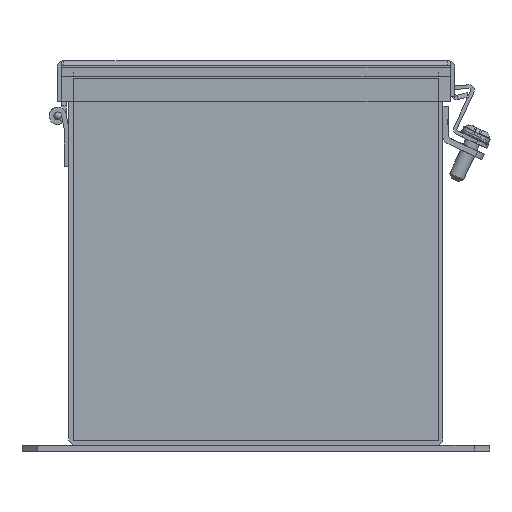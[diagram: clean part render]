
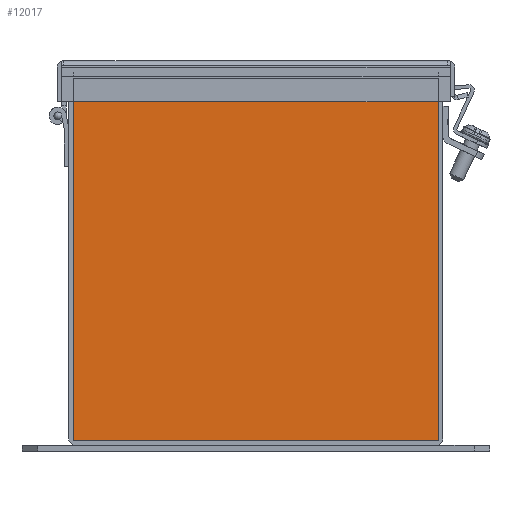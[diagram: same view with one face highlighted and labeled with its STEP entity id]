
A CAD part, left-side view. The second image highlights one B-rep face of the part: STEP entity #12017.
In plain terms, the highlighted planar face has unit normal (-1, 0, 0).
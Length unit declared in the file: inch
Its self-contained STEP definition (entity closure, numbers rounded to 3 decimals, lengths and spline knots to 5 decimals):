
#499 = DIRECTION ( 'NONE',  ( 0., 0., -1. ) ) ;
#543 = VERTEX_POINT ( 'NONE', #8674 ) ;
#772 = EDGE_LOOP ( 'NONE', ( #11600, #3190, #19997, #3287 ) ) ;
#1542 = VERTEX_POINT ( 'NONE', #12707 ) ;
#3045 = LINE ( 'NONE', #9542, #12018 ) ;
#3129 = CARTESIAN_POINT ( 'NONE',  ( -29.997, -2.928, 5.892 ) ) ;
#3190 = ORIENTED_EDGE ( 'NONE', *, *, #3371, .F. ) ;
#3287 = ORIENTED_EDGE ( 'NONE', *, *, #17847, .F. ) ;
#3371 = EDGE_CURVE ( 'NONE', #1542, #543, #9382, .T. ) ;
#3444 = DIRECTION ( 'NONE',  ( 1., 0., 0. ) ) ;
#3658 = PLANE ( 'NONE',  #9582 ) ;
#5140 = CARTESIAN_POINT ( 'NONE',  ( -29.997, -2.928, 0.072 ) ) ;
#5983 = VECTOR ( 'NONE', #20644, 39.37008 ) ;
#6789 = CARTESIAN_POINT ( 'NONE',  ( -29.997, 2.928, 0.072 ) ) ;
#7596 = DIRECTION ( 'NONE',  ( 0., -1., 0. ) ) ;
#8671 = VERTEX_POINT ( 'NONE', #12049 ) ;
#8674 = CARTESIAN_POINT ( 'NONE',  ( -29.997, 2.928, 5.892 ) ) ;
#9382 = LINE ( 'NONE', #12524, #5983 ) ;
#9542 = CARTESIAN_POINT ( 'NONE',  ( -29.997, 2.928, 0.072 ) ) ;
#9582 = AXIS2_PLACEMENT_3D ( 'NONE', #6789, #3444, #16763 ) ;
#9654 = LINE ( 'NONE', #16257, #13100 ) ;
#10384 = VECTOR ( 'NONE', #499, 39.37008 ) ;
#11600 = ORIENTED_EDGE ( 'NONE', *, *, #14610, .F. ) ;
#12017 = ADVANCED_FACE ( 'NONE', ( #13287 ), #3658, .F. ) ;
#12018 = VECTOR ( 'NONE', #18993, 39.37008 ) ;
#12049 = CARTESIAN_POINT ( 'NONE',  ( -29.997, -2.928, 0.072 ) ) ;
#12524 = CARTESIAN_POINT ( 'NONE',  ( -29.997, 2.928, 0.072 ) ) ;
#12707 = CARTESIAN_POINT ( 'NONE',  ( -29.997, 2.928, 0.072 ) ) ;
#13100 = VECTOR ( 'NONE', #7596, 39.37008 ) ;
#13287 = FACE_OUTER_BOUND ( 'NONE', #772, .T. ) ;
#13594 = VERTEX_POINT ( 'NONE', #3129 ) ;
#14610 = EDGE_CURVE ( 'NONE', #543, #13594, #9654, .T. ) ;
#16257 = CARTESIAN_POINT ( 'NONE',  ( -29.997, 2.928, 5.892 ) ) ;
#16763 = DIRECTION ( 'NONE',  ( 0., 0., 1. ) ) ;
#17057 = LINE ( 'NONE', #5140, #10384 ) ;
#17847 = EDGE_CURVE ( 'NONE', #13594, #8671, #17057, .T. ) ;
#18993 = DIRECTION ( 'NONE',  ( 0., 1., 0. ) ) ;
#19997 = ORIENTED_EDGE ( 'NONE', *, *, #20283, .F. ) ;
#20283 = EDGE_CURVE ( 'NONE', #8671, #1542, #3045, .T. ) ;
#20644 = DIRECTION ( 'NONE',  ( 0., 0., 1. ) ) ;
